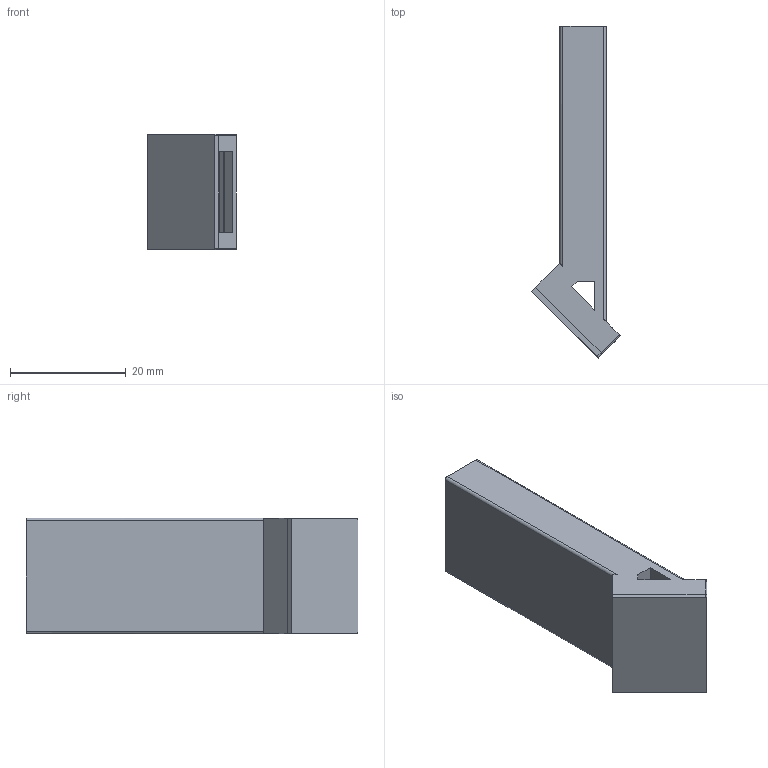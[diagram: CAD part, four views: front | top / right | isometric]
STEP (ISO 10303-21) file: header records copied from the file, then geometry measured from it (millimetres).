
FILE_DESCRIPTION(/* description */ (''),/* implementation_level */ '2;1');
FILE_NAME(/* name */ 'Domino CAD 3D printable.step',/* time_stamp */ '2026-01-29T14:54:56-05:00',/* author */ (''),/* organization */ (''),/* preprocessor_version */ 'ST-DEVELOPER v20.1',/* originating_system */ 'Autodesk Translation Framework v14.24.0.0',/* authorisation */ '');
FILE_SCHEMA (('AUTOMOTIVE_DESIGN { 1 0 10303 214 3 1 1 }'));
Length unit declared in the file: centimetre
Products named in the file (1): 2026-01-28-20-54-25-311
Bounding box: 15.3 x 57.24 x 20 mm (x, y, z)
Volume: 8154.8 mm3; surface area: 4921 mm2
Topology: 1 solids, 8 shells, 39 faces, 115 edges, 85 vertices
Faces by surface type: plane 31, cylinder 8
Entity records: 1334 total; most frequent: CARTESIAN_POINT 240, DIRECTION 211, ORIENTED_EDGE 193, EDGE_CURVE 115, LINE 99, VECTOR 99, VERTEX_POINT 85, AXIS2_PLACEMENT_3D 56
